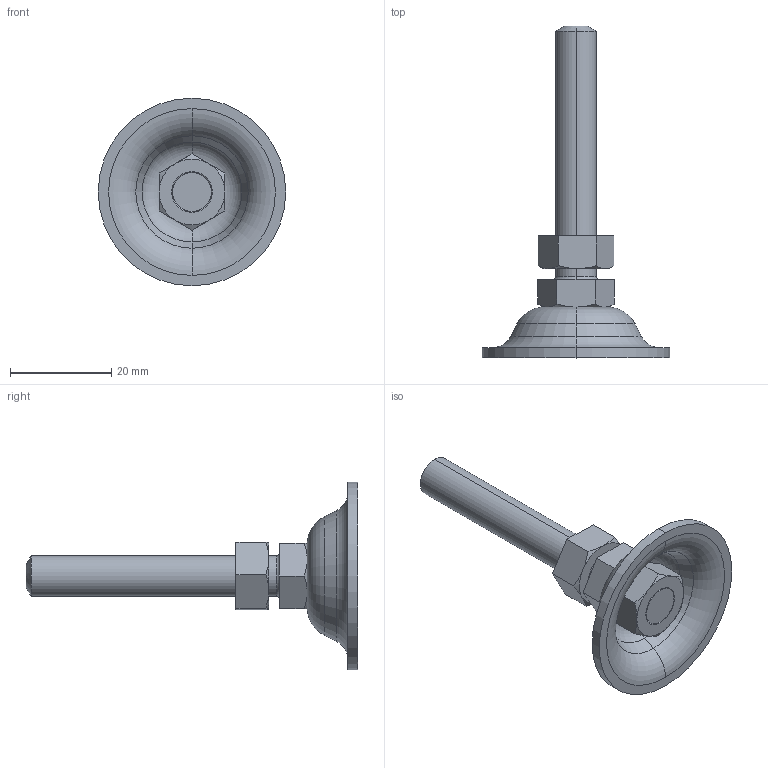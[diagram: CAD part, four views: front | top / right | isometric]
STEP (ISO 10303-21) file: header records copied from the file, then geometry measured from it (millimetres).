
FILE_DESCRIPTION (( 'STEP AP203' ), '1' );
FILE_NAME ('KC-275-A-6_.STEP', '2006-06-08T05:37:06', ( ' ' ), ( ' ' ), 'SwSTEP 2.0', 'SolidWorks 2005204', '' );
FILE_SCHEMA (( 'CONFIG_CONTROL_DESIGN' ));
Length unit declared in the file: millimetre
Products named in the file (4): KC-275-A-6_; KC-275-A-6儃儖僩_岞_棉太倌; KC-275-A-5,6儀乕僗_棉太倌; 六角ナットM8（1種）_JIS B 1181 Hexagon nut - Class 1 Finished M8 --N
Assembly tree (4 placements, depth 2):
  KC-275-A-6_
    六角ナットM8（1種）_JIS B 1181 Hexagon nut - Class 1 Finished M8 --N  x2
    KC-275-A-5,6儀乕僗_棉太倌
    KC-275-A-6儃儖僩_岞_棉太倌
Bounding box: 37 x 65.5 x 37 mm (x, y, z)
Volume: 7710.8 mm3; surface area: 6085.7 mm2
Topology: 4 solids, 4 shells, 96 faces, 202 edges, 120 vertices
Faces by surface type: cone 32, plane 32, cylinder 20, torus 12
Entity records: 2504 total; most frequent: CARTESIAN_POINT 463, DIRECTION 372, ORIENTED_EDGE 308, AXIS2_PLACEMENT_3D 161, EDGE_CURVE 154, VERTEX_POINT 92, EDGE_LOOP 84, CIRCLE 80
